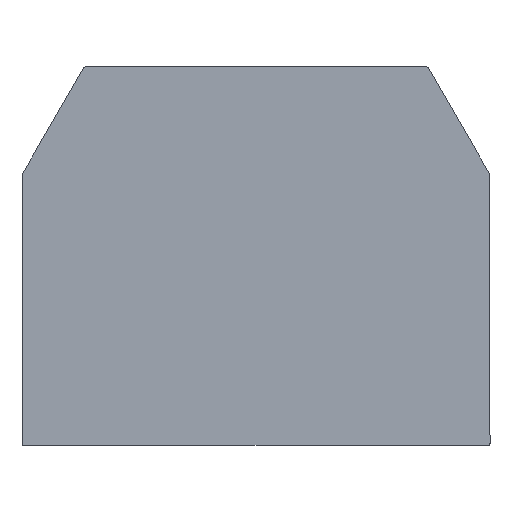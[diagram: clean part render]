
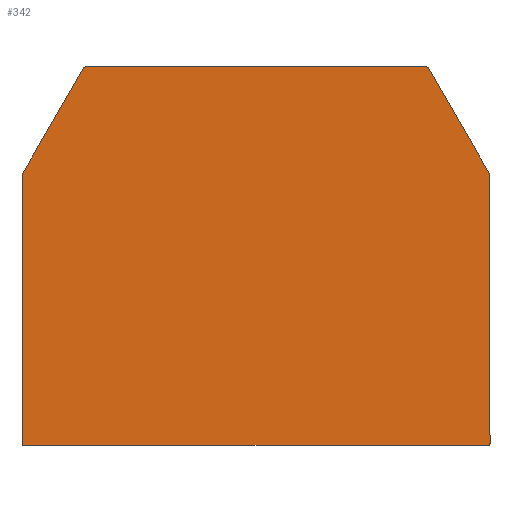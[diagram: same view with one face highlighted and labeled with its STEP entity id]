
A CAD part, top view. The second image highlights one B-rep face of the part: STEP entity #342.
In plain terms, the highlighted planar face has unit normal (0, 0, 1).
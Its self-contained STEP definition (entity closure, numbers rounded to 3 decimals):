
#28 = DIRECTION ( 'NONE',  ( -0.5, 0.866, 0. ) ) ;
#31 = CARTESIAN_POINT ( 'NONE',  ( 24.873, 28.865, 1.5 ) ) ;
#47 = AXIS2_PLACEMENT_3D ( 'NONE', #115, #113, #110 ) ;
#49 = CARTESIAN_POINT ( 'NONE',  ( 24.9, 28.765, 1.5 ) ) ;
#52 = LINE ( 'NONE', #31, #56 ) ;
#56 = VECTOR ( 'NONE', #28, 1000. ) ;
#59 = ORIENTED_EDGE ( 'NONE', *, *, #439, .F. ) ;
#64 = AXIS2_PLACEMENT_3D ( 'NONE', #148, #145, #143 ) ;
#73 = EDGE_CURVE ( 'NONE', #256, #240, #216, .T. ) ;
#104 = AXIS2_PLACEMENT_3D ( 'NONE', #164, #161, #160 ) ;
#110 = DIRECTION ( 'NONE',  ( -1., 0., 0. ) ) ;
#113 = DIRECTION ( 'NONE',  ( 0., 0., -1. ) ) ;
#115 = CARTESIAN_POINT ( 'NONE',  ( -24.7, 28.765, 1.5 ) ) ;
#124 = CIRCLE ( 'NONE', #47, 0.2 ) ;
#128 = CIRCLE ( 'NONE', #64, 0.4 ) ;
#131 = ORIENTED_EDGE ( 'NONE', *, *, #73, .T. ) ;
#141 = CIRCLE ( 'NONE', #104, 0.4 ) ;
#143 = DIRECTION ( 'NONE',  ( -1., 0., 0. ) ) ;
#145 = DIRECTION ( 'NONE',  ( 0., 0., -1. ) ) ;
#148 = CARTESIAN_POINT ( 'NONE',  ( -18.04, 39.9, 1.5 ) ) ;
#154 = CARTESIAN_POINT ( 'NONE',  ( -24.873, 28.865, 1.5 ) ) ;
#159 = CIRCLE ( 'NONE', #242, 0.2 ) ;
#160 = DIRECTION ( 'NONE',  ( -1., 0., 0. ) ) ;
#161 = DIRECTION ( 'NONE',  ( 0., 0., -1. ) ) ;
#162 = VECTOR ( 'NONE', #250, 1000. ) ;
#164 = CARTESIAN_POINT ( 'NONE',  ( 18.04, 39.9, 1.5 ) ) ;
#171 = LINE ( 'NONE', #270, #162 ) ;
#172 = VECTOR ( 'NONE', #284, 1000. ) ;
#175 = CIRCLE ( 'NONE', #261, 0.2 ) ;
#177 = LINE ( 'NONE', #285, #172 ) ;
#187 = VECTOR ( 'NONE', #351, 1000. ) ;
#188 = DIRECTION ( 'NONE',  ( 1., 0., 0. ) ) ;
#189 = FACE_OUTER_BOUND ( 'NONE', #269, .T. ) ;
#190 = VECTOR ( 'NONE', #344, 1000. ) ;
#192 = LINE ( 'NONE', #355, #190 ) ;
#194 = CIRCLE ( 'NONE', #387, 0.2 ) ;
#195 = LINE ( 'NONE', #425, #187 ) ;
#216 = LINE ( 'NONE', #225, #218 ) ;
#218 = VECTOR ( 'NONE', #188, 1000. ) ;
#221 = DIRECTION ( 'NONE',  ( -1., 0., 0. ) ) ;
#224 = DIRECTION ( 'NONE',  ( 0., 0., -1. ) ) ;
#225 = CARTESIAN_POINT ( 'NONE',  ( -24.7, 0., 1.5 ) ) ;
#227 = CARTESIAN_POINT ( 'NONE',  ( 24.7, 28.765, 1.5 ) ) ;
#231 = VERTEX_POINT ( 'NONE', #49 ) ;
#240 = VERTEX_POINT ( 'NONE', #450 ) ;
#241 = VERTEX_POINT ( 'NONE', #445 ) ;
#242 = AXIS2_PLACEMENT_3D ( 'NONE', #227, #224, #221 ) ;
#243 = VERTEX_POINT ( 'NONE', #444 ) ;
#248 = VERTEX_POINT ( 'NONE', #462 ) ;
#250 = DIRECTION ( 'NONE',  ( 0., 1., 0. ) ) ;
#256 = VERTEX_POINT ( 'NONE', #437 ) ;
#258 = VERTEX_POINT ( 'NONE', #434 ) ;
#261 = AXIS2_PLACEMENT_3D ( 'NONE', #274, #272, #271 ) ;
#264 = VERTEX_POINT ( 'NONE', #427 ) ;
#269 = EDGE_LOOP ( 'NONE', ( #418, #432, #429, #452, #419, #131, #59, #441, #424, #363, #442, #421 ) ) ;
#270 = CARTESIAN_POINT ( 'NONE',  ( 24.9, 28.765, 1.5 ) ) ;
#271 = DIRECTION ( 'NONE',  ( -1., 0., 0. ) ) ;
#272 = DIRECTION ( 'NONE',  ( 0., 0., -1. ) ) ;
#273 = VERTEX_POINT ( 'NONE', #416 ) ;
#274 = CARTESIAN_POINT ( 'NONE',  ( 24.7, 0.2, 1.5 ) ) ;
#280 = VERTEX_POINT ( 'NONE', #154 ) ;
#284 = DIRECTION ( 'NONE',  ( 0., -1., 0. ) ) ;
#285 = CARTESIAN_POINT ( 'NONE',  ( -24.9, 28.765, 1.5 ) ) ;
#305 = VERTEX_POINT ( 'NONE', #399 ) ;
#318 = DIRECTION ( 'NONE',  ( -1., 0., 0. ) ) ;
#320 = DIRECTION ( 'NONE',  ( 0., 0., -1. ) ) ;
#321 = CARTESIAN_POINT ( 'NONE',  ( -24.7, 0.2, 1.5 ) ) ;
#342 = ADVANCED_FACE ( 'NONE', ( #189 ), #354, .T. ) ;
#344 = DIRECTION ( 'NONE',  ( -1., 0., 0. ) ) ;
#349 = CARTESIAN_POINT ( 'NONE',  ( -24.9, 0.2, 1.5 ) ) ;
#351 = DIRECTION ( 'NONE',  ( -0.5, -0.866, 0. ) ) ;
#352 = DIRECTION ( 'NONE',  ( 1., 0., 0. ) ) ;
#353 = DIRECTION ( 'NONE',  ( 0., 0., 1. ) ) ;
#354 = PLANE ( 'NONE',  #388 ) ;
#355 = CARTESIAN_POINT ( 'NONE',  ( -24.7, 40.3, 1.5 ) ) ;
#363 = ORIENTED_EDGE ( 'NONE', *, *, #478, .T. ) ;
#372 = CARTESIAN_POINT ( 'NONE',  ( -24.7, 28.765, 1.5 ) ) ;
#387 = AXIS2_PLACEMENT_3D ( 'NONE', #321, #320, #318 ) ;
#388 = AXIS2_PLACEMENT_3D ( 'NONE', #372, #353, #352 ) ;
#394 = VERTEX_POINT ( 'NONE', #349 ) ;
#399 = CARTESIAN_POINT ( 'NONE',  ( 24.873, 28.865, 1.5 ) ) ;
#404 = EDGE_CURVE ( 'NONE', #248, #280, #195, .T. ) ;
#411 = EDGE_CURVE ( 'NONE', #241, #258, #192, .T. ) ;
#416 = CARTESIAN_POINT ( 'NONE',  ( 24.9, 0.2, 1.5 ) ) ;
#418 = ORIENTED_EDGE ( 'NONE', *, *, #458, .F. ) ;
#419 = ORIENTED_EDGE ( 'NONE', *, *, #426, .F. ) ;
#421 = ORIENTED_EDGE ( 'NONE', *, *, #411, .T. ) ;
#424 = ORIENTED_EDGE ( 'NONE', *, *, #448, .F. ) ;
#425 = CARTESIAN_POINT ( 'NONE',  ( -18.386, 40.1, 1.5 ) ) ;
#426 = EDGE_CURVE ( 'NONE', #256, #394, #194, .T. ) ;
#427 = CARTESIAN_POINT ( 'NONE',  ( -24.9, 28.765, 1.5 ) ) ;
#429 = ORIENTED_EDGE ( 'NONE', *, *, #463, .F. ) ;
#432 = ORIENTED_EDGE ( 'NONE', *, *, #404, .T. ) ;
#434 = CARTESIAN_POINT ( 'NONE',  ( -18.04, 40.3, 1.5 ) ) ;
#437 = CARTESIAN_POINT ( 'NONE',  ( -24.7, 0., 1.5 ) ) ;
#438 = EDGE_CURVE ( 'NONE', #264, #394, #177, .T. ) ;
#439 = EDGE_CURVE ( 'NONE', #273, #240, #175, .T. ) ;
#441 = ORIENTED_EDGE ( 'NONE', *, *, #446, .T. ) ;
#442 = ORIENTED_EDGE ( 'NONE', *, *, #454, .F. ) ;
#444 = CARTESIAN_POINT ( 'NONE',  ( 18.386, 40.1, 1.5 ) ) ;
#445 = CARTESIAN_POINT ( 'NONE',  ( 18.04, 40.3, 1.5 ) ) ;
#446 = EDGE_CURVE ( 'NONE', #273, #231, #171, .T. ) ;
#448 = EDGE_CURVE ( 'NONE', #305, #231, #159, .T. ) ;
#450 = CARTESIAN_POINT ( 'NONE',  ( 24.7, 0., 1.5 ) ) ;
#452 = ORIENTED_EDGE ( 'NONE', *, *, #438, .T. ) ;
#454 = EDGE_CURVE ( 'NONE', #241, #243, #141, .T. ) ;
#458 = EDGE_CURVE ( 'NONE', #248, #258, #128, .T. ) ;
#462 = CARTESIAN_POINT ( 'NONE',  ( -18.386, 40.1, 1.5 ) ) ;
#463 = EDGE_CURVE ( 'NONE', #264, #280, #124, .T. ) ;
#478 = EDGE_CURVE ( 'NONE', #305, #243, #52, .T. ) ;
